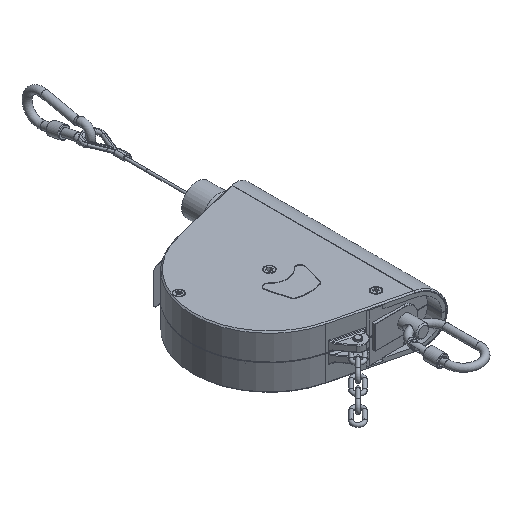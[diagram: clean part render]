
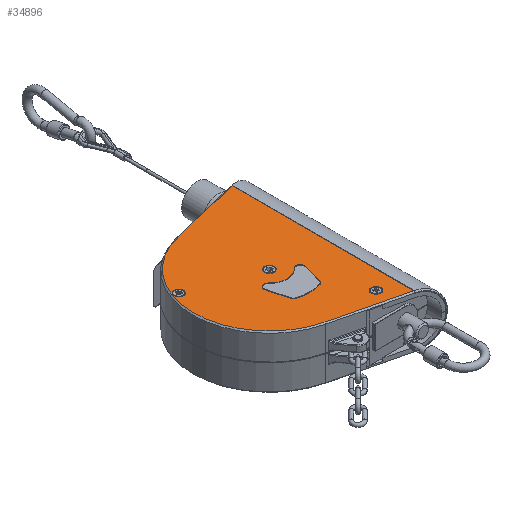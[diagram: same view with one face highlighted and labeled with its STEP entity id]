
A CAD part, isometric view. The second image highlights one B-rep face of the part: STEP entity #34896.
In plain terms, the highlighted planar face has unit normal (0, 0, 1).
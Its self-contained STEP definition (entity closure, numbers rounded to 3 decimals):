
#2262=LINE($,#52803,#4814);
#2268=LINE($,#52827,#4820);
#3138=LINE($,#60667,#5690);
#3141=LINE($,#60676,#5693);
#3226=LINE($,#61096,#5778);
#4814=VECTOR($,#40445,17.223);
#4820=VECTOR($,#40471,17.223);
#5690=VECTOR($,#43243,62.247);
#5693=VECTOR($,#43252,62.247);
#5778=VECTOR($,#43511,153.805);
#7353=PLANE($,#37524);
#8496=FACE_BOUND($,#11664,.T.);
#8497=FACE_BOUND($,#11665,.T.);
#8498=FACE_BOUND($,#11666,.T.);
#8499=FACE_BOUND($,#11667,.T.);
#8500=FACE_BOUND($,#11668,.T.);
#11664=EDGE_LOOP($,(#26996,#26997,#26998,#26999,#27000,#27001,#27002,#27003));
#11665=EDGE_LOOP($,(#27004));
#11666=EDGE_LOOP($,(#27005));
#11667=EDGE_LOOP($,(#27006));
#11668=EDGE_LOOP($,(#27007,#27008,#27009,#27010));
#13046=CIRCLE($,#36467,34.149);
#13048=CIRCLE($,#36470,3.5);
#13050=CIRCLE($,#36474,3.5);
#13052=CIRCLE($,#36477,15.);
#13054=CIRCLE($,#36480,3.5);
#13056=CIRCLE($,#36484,3.5);
#13247=CIRCLE($,#37101,4.);
#13249=CIRCLE($,#37104,4.);
#13390=CIRCLE($,#37435,64.);
#13424=CIRCLE($,#37525,4.);
#14489=VERTEX_POINT($,#52787);
#14490=VERTEX_POINT($,#52788);
#14493=VERTEX_POINT($,#52796);
#14495=VERTEX_POINT($,#52802);
#14497=VERTEX_POINT($,#52808);
#14499=VERTEX_POINT($,#52814);
#14501=VERTEX_POINT($,#52820);
#14503=VERTEX_POINT($,#52826);
#15308=VERTEX_POINT($,#57582);
#15310=VERTEX_POINT($,#57587);
#15658=VERTEX_POINT($,#60663);
#15659=VERTEX_POINT($,#60665);
#15660=VERTEX_POINT($,#60669);
#15662=VERTEX_POINT($,#60674);
#15738=VERTEX_POINT($,#61099);
#17960=EDGE_CURVE($,#14489,#14490,#13046,.T.);
#17964=EDGE_CURVE($,#14493,#14489,#13048,.T.);
#17967=EDGE_CURVE($,#14495,#14493,#2262,.T.);
#17970=EDGE_CURVE($,#14497,#14495,#13050,.T.);
#17973=EDGE_CURVE($,#14499,#14497,#13052,.T.);
#17976=EDGE_CURVE($,#14501,#14499,#13054,.T.);
#17979=EDGE_CURVE($,#14503,#14501,#2268,.T.);
#17982=EDGE_CURVE($,#14490,#14503,#13056,.T.);
#19063=EDGE_CURVE($,#15308,#15308,#13247,.T.);
#19065=EDGE_CURVE($,#15310,#15310,#13249,.T.);
#19647=EDGE_CURVE($,#15659,#15658,#3138,.T.);
#19649=EDGE_CURVE($,#15660,#15659,#13390,.T.);
#19651=EDGE_CURVE($,#15662,#15660,#3141,.T.);
#19789=EDGE_CURVE($,#15662,#15658,#3226,.T.);
#19791=EDGE_CURVE($,#15738,#15738,#13424,.T.);
#26996=ORIENTED_EDGE($,*,*,#17960,.T.);
#26997=ORIENTED_EDGE($,*,*,#17982,.T.);
#26998=ORIENTED_EDGE($,*,*,#17979,.T.);
#26999=ORIENTED_EDGE($,*,*,#17976,.T.);
#27000=ORIENTED_EDGE($,*,*,#17973,.T.);
#27001=ORIENTED_EDGE($,*,*,#17970,.T.);
#27002=ORIENTED_EDGE($,*,*,#17967,.T.);
#27003=ORIENTED_EDGE($,*,*,#17964,.T.);
#27004=ORIENTED_EDGE($,*,*,#19791,.T.);
#27005=ORIENTED_EDGE($,*,*,#19065,.T.);
#27006=ORIENTED_EDGE($,*,*,#19063,.T.);
#27007=ORIENTED_EDGE($,*,*,#19789,.T.);
#27008=ORIENTED_EDGE($,*,*,#19647,.F.);
#27009=ORIENTED_EDGE($,*,*,#19649,.F.);
#27010=ORIENTED_EDGE($,*,*,#19651,.F.);
#34896=ADVANCED_FACE($,(#8496,#8497,#8498,#8499,#8500),#7353,.T.);
#36467=AXIS2_PLACEMENT_3D($,#52789,#40430,#40431);
#36470=AXIS2_PLACEMENT_3D($,#52797,#40438,#40439);
#36474=AXIS2_PLACEMENT_3D($,#52809,#40450,#40451);
#36477=AXIS2_PLACEMENT_3D($,#52815,#40457,#40458);
#36480=AXIS2_PLACEMENT_3D($,#52821,#40464,#40465);
#36484=AXIS2_PLACEMENT_3D($,#52832,#40476,#40477);
#37101=AXIS2_PLACEMENT_3D($,#57583,#42245,#42246);
#37104=AXIS2_PLACEMENT_3D($,#57588,#42251,#42252);
#37435=AXIS2_PLACEMENT_3D($,#60671,#43247,#43248);
#37524=AXIS2_PLACEMENT_3D($,#61098,#43513,#43514);
#37525=AXIS2_PLACEMENT_3D($,#61100,#43515,#43516);
#40430=DIRECTION('center_axis',(0.,0.,
-1.));
#40431=DIRECTION('ref_axis',(0.295,-0.955,0.));
#40438=DIRECTION('center_axis',(0.,0.,
-1.));
#40439=DIRECTION('ref_axis',(0.966,-0.259,0.));
#40445=DIRECTION($,(-0.259,-0.966,0.));
#40450=DIRECTION('center_axis',(0.,0.,
-1.));
#40451=DIRECTION('ref_axis',(-0.73,0.684,0.));
#40457=DIRECTION('center_axis',(0.,0.,
1.));
#40458=DIRECTION('ref_axis',(0.,1.,0.));
#40464=DIRECTION('center_axis',(0.,0.,
-1.));
#40465=DIRECTION('ref_axis',(-0.966,-0.259,0.));
#40471=DIRECTION($,(-0.259,0.966,0.));
#40476=DIRECTION('center_axis',(0.,0.,
-1.));
#40477=DIRECTION('ref_axis',(-0.295,-0.955,0.));
#42245=DIRECTION('center_axis',(0.,0.,
-1.));
#42246=DIRECTION('ref_axis',(1.,0.,0.));
#42251=DIRECTION('center_axis',(0.,0.,
-1.));
#42252=DIRECTION('ref_axis',(1.,0.,0.));
#43243=DIRECTION($,(0.972,0.236,0.));
#43247=DIRECTION('center_axis',(0.,0.,
-1.));
#43248=DIRECTION('ref_axis',(-0.236,0.972,0.));
#43252=DIRECTION($,(-0.972,0.236,0.));
#43511=DIRECTION($,(0.,1.,0.));
#43513=DIRECTION('center_axis',(0.,0.,
1.));
#43514=DIRECTION('ref_axis',(1.,0.,0.));
#43515=DIRECTION('center_axis',(0.,0.,
-1.));
#43516=DIRECTION('ref_axis',(1.,0.,0.));
#52787=CARTESIAN_POINT('',(-338.436,-84.241,-210.482));
#52788=CARTESIAN_POINT('',(-358.586,-84.241,-210.482));
#52789=CARTESIAN_POINT('Origin',(-348.511,-51.612,-210.482));
#52796=CARTESIAN_POINT('',(-336.088,-81.803,-210.482));
#52797=CARTESIAN_POINT('Origin',(-339.469,-80.897,-210.482));
#52802=CARTESIAN_POINT('',(-331.63,-65.167,-210.482));
#52803=CARTESIAN_POINT($,(-328.24,-52.513,-210.482));
#52808=CARTESIAN_POINT('',(-337.565,-61.868,-210.482));
#52809=CARTESIAN_POINT('Origin',(-335.011,-64.261,-210.482));
#52814=CARTESIAN_POINT('',(-359.457,-61.868,-210.482));
#52815=CARTESIAN_POINT('Origin',(-348.511,-51.612,-210.482));
#52820=CARTESIAN_POINT('',(-365.392,-65.167,-210.482));
#52821=CARTESIAN_POINT('Origin',(-362.011,-64.261,-210.482));
#52826=CARTESIAN_POINT('',(-360.934,-81.803,-210.482));
#52827=CARTESIAN_POINT($,(-370.332,-46.729,-210.482));
#52832=CARTESIAN_POINT('Origin',(-357.554,-80.897,-210.482));
#57582=CARTESIAN_POINT('',(-400.276,-30.864,-210.482));
#57583=CARTESIAN_POINT('Origin',(-404.276,-30.864,-210.482));
#57587=CARTESIAN_POINT('',(-315.011,-112.269,-210.482));
#57588=CARTESIAN_POINT('Origin',(-319.011,-112.269,-210.482));
#60663=CARTESIAN_POINT('',(-303.161,25.291,-210.482));
#60665=CARTESIAN_POINT('',(-363.643,10.573,-210.482));
#60667=CARTESIAN_POINT($,(-355.043,12.666,-210.482));
#60669=CARTESIAN_POINT('',(-363.643,-113.798,-210.482));
#60671=CARTESIAN_POINT('Origin',(-348.511,-51.612,-210.482));
#60674=CARTESIAN_POINT('',(-303.161,-128.515,-210.482));
#60676=CARTESIAN_POINT($,(-362.672,-114.034,-210.482));
#61096=CARTESIAN_POINT($,(-303.161,-35.008,-210.482));
#61098=CARTESIAN_POINT('Origin',(-338.374,-18.404,-210.482));
#61099=CARTESIAN_POINT('',(-344.511,-51.612,-210.482));
#61100=CARTESIAN_POINT('Origin',(-348.511,-51.612,-210.482));
